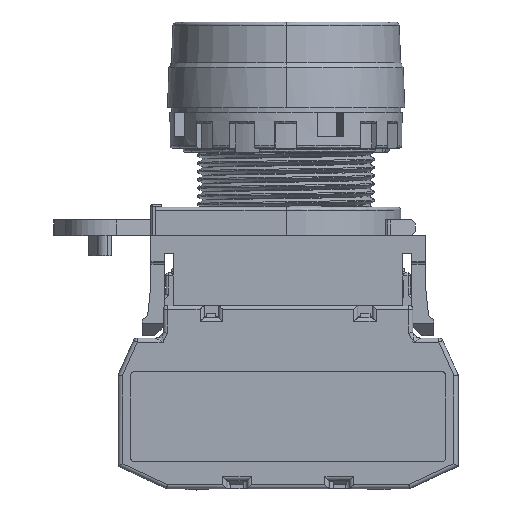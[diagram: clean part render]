
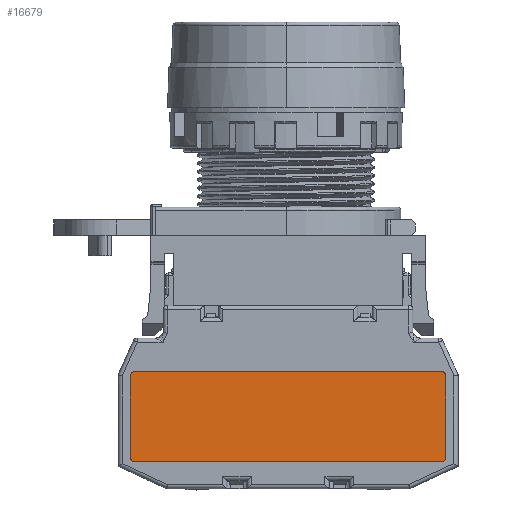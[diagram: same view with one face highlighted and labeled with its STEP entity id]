
A CAD part, left-side view. The second image highlights one B-rep face of the part: STEP entity #16679.
In plain terms, the highlighted planar face has unit normal (-1, 0, 0).
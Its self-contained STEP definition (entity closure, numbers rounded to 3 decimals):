
#503 = ORIENTED_EDGE ( 'NONE', *, *, #64045, .F. ) ;
#3396 = LINE ( 'NONE', #186260, #124318 ) ;
#9626 = ORIENTED_EDGE ( 'NONE', *, *, #51311, .F. ) ;
#10461 = CARTESIAN_POINT ( 'NONE',  ( -0.15, -16.573, 15.874 ) ) ;
#16679 = ADVANCED_FACE ( 'NONE', ( #83170 ), #135115, .F. ) ;
#18751 = EDGE_CURVE ( 'NONE', #24602, #61561, #193715, .T. ) ;
#22490 = ORIENTED_EDGE ( 'NONE', *, *, #50351, .F. ) ;
#24104 = CARTESIAN_POINT ( 'NONE',  ( -0.15, 21.427, 15.874 ) ) ;
#24602 = VERTEX_POINT ( 'NONE', #110143 ) ;
#27252 = DIRECTION ( 'NONE',  ( 0., 0., -1. ) ) ;
#29303 = CARTESIAN_POINT ( 'NONE',  ( -0.15, 20.927, 26.374 ) ) ;
#32191 = DIRECTION ( 'NONE',  ( 0., 0., -1. ) ) ;
#36008 = VERTEX_POINT ( 'NONE', #10461 ) ;
#36296 = CIRCLE ( 'NONE', #87584, 0.5 ) ;
#48441 = CARTESIAN_POINT ( 'NONE',  ( -0.15, 20.927, 26.874 ) ) ;
#50351 = EDGE_CURVE ( 'NONE', #183315, #94016, #60405, .T. ) ;
#51311 = EDGE_CURVE ( 'NONE', #128736, #126759, #142333, .T. ) ;
#54803 = VERTEX_POINT ( 'NONE', #163938 ) ;
#55199 = AXIS2_PLACEMENT_3D ( 'NONE', #29303, #76281, #27252 ) ;
#56573 = LINE ( 'NONE', #82613, #130764 ) ;
#60405 = CIRCLE ( 'NONE', #163524, 0.5 ) ;
#61561 = VERTEX_POINT ( 'NONE', #145332 ) ;
#64045 = EDGE_CURVE ( 'NONE', #94016, #54803, #56573, .T. ) ;
#72111 = LINE ( 'NONE', #128067, #176200 ) ;
#72234 = CARTESIAN_POINT ( 'NONE',  ( -0.15, -17.073, 15.874 ) ) ;
#76281 = DIRECTION ( 'NONE',  ( 1., 0., 0. ) ) ;
#78675 = VECTOR ( 'NONE', #151790, 1000. ) ;
#82613 = CARTESIAN_POINT ( 'NONE',  ( -0.15, -17.073, 15.874 ) ) ;
#83170 = FACE_OUTER_BOUND ( 'NONE', #138415, .T. ) ;
#87584 = AXIS2_PLACEMENT_3D ( 'NONE', #204161, #156553, #32191 ) ;
#88071 = DIRECTION ( 'NONE',  ( 0., 0., -1. ) ) ;
#93102 = CARTESIAN_POINT ( 'NONE',  ( -0.15, 21.427, 26.374 ) ) ;
#94016 = VERTEX_POINT ( 'NONE', #189619 ) ;
#103281 = AXIS2_PLACEMENT_3D ( 'NONE', #149926, #164427, #180337 ) ;
#110143 = CARTESIAN_POINT ( 'NONE',  ( -0.15, 20.927, 15.874 ) ) ;
#117791 = DIRECTION ( 'NONE',  ( 1., 0., 0. ) ) ;
#124318 = VECTOR ( 'NONE', #170379, 1000. ) ;
#126724 = ORIENTED_EDGE ( 'NONE', *, *, #163983, .F. ) ;
#126759 = VERTEX_POINT ( 'NONE', #48441 ) ;
#128067 = CARTESIAN_POINT ( 'NONE',  ( -0.15, -17.073, 15.874 ) ) ;
#128736 = VERTEX_POINT ( 'NONE', #93102 ) ;
#130296 = DIRECTION ( 'NONE',  ( 0., 0., -1. ) ) ;
#130764 = VECTOR ( 'NONE', #130296, 1000. ) ;
#133076 = DIRECTION ( 'NONE',  ( 1., 0., 0. ) ) ;
#135115 = PLANE ( 'NONE',  #168881 ) ;
#137035 = EDGE_CURVE ( 'NONE', #126759, #183315, #3396, .T. ) ;
#138415 = EDGE_LOOP ( 'NONE', ( #163925, #160483, #156824, #503, #22490, #157758, #9626, #126724 ) ) ;
#142333 = CIRCLE ( 'NONE', #55199, 0.5 ) ;
#145332 = CARTESIAN_POINT ( 'NONE',  ( -0.15, 21.427, 16.374 ) ) ;
#147028 = CARTESIAN_POINT ( 'NONE',  ( -0.15, -16.573, 26.874 ) ) ;
#149509 = CARTESIAN_POINT ( 'NONE',  ( -0.15, -16.573, 26.374 ) ) ;
#149926 = CARTESIAN_POINT ( 'NONE',  ( -0.15, 20.927, 16.374 ) ) ;
#151790 = DIRECTION ( 'NONE',  ( 0., 0., 1. ) ) ;
#156553 = DIRECTION ( 'NONE',  ( 1., 0., 0. ) ) ;
#156824 = ORIENTED_EDGE ( 'NONE', *, *, #177055, .F. ) ;
#157758 = ORIENTED_EDGE ( 'NONE', *, *, #137035, .F. ) ;
#160483 = ORIENTED_EDGE ( 'NONE', *, *, #204244, .F. ) ;
#163524 = AXIS2_PLACEMENT_3D ( 'NONE', #149509, #117791, #197800 ) ;
#163925 = ORIENTED_EDGE ( 'NONE', *, *, #18751, .F. ) ;
#163938 = CARTESIAN_POINT ( 'NONE',  ( -0.15, -17.073, 16.374 ) ) ;
#163983 = EDGE_CURVE ( 'NONE', #61561, #128736, #199749, .T. ) ;
#164427 = DIRECTION ( 'NONE',  ( 1., 0., 0. ) ) ;
#168881 = AXIS2_PLACEMENT_3D ( 'NONE', #72234, #133076, #88071 ) ;
#170379 = DIRECTION ( 'NONE',  ( 0., -1., 0. ) ) ;
#176200 = VECTOR ( 'NONE', #191538, 1000. ) ;
#177055 = EDGE_CURVE ( 'NONE', #54803, #36008, #36296, .T. ) ;
#180337 = DIRECTION ( 'NONE',  ( 0., 0., -1. ) ) ;
#183315 = VERTEX_POINT ( 'NONE', #147028 ) ;
#186260 = CARTESIAN_POINT ( 'NONE',  ( -0.15, -17.073, 26.874 ) ) ;
#189619 = CARTESIAN_POINT ( 'NONE',  ( -0.15, -17.073, 26.374 ) ) ;
#191538 = DIRECTION ( 'NONE',  ( 0., 1., 0. ) ) ;
#193715 = CIRCLE ( 'NONE', #103281, 0.5 ) ;
#197800 = DIRECTION ( 'NONE',  ( 0., 0., -1. ) ) ;
#199749 = LINE ( 'NONE', #24104, #78675 ) ;
#204161 = CARTESIAN_POINT ( 'NONE',  ( -0.15, -16.573, 16.374 ) ) ;
#204244 = EDGE_CURVE ( 'NONE', #36008, #24602, #72111, .T. ) ;
